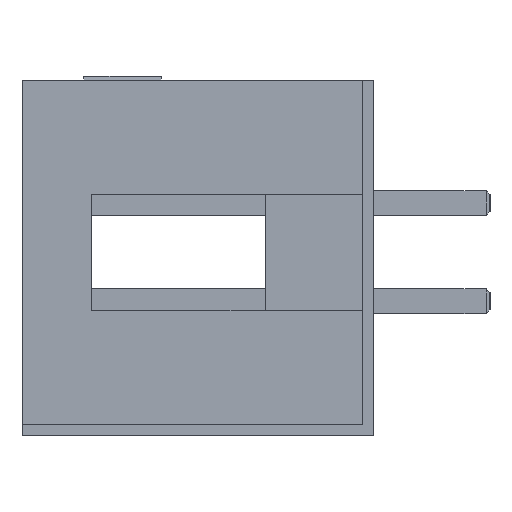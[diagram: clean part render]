
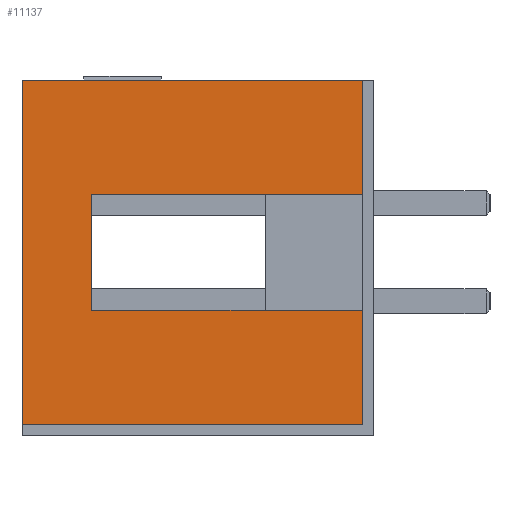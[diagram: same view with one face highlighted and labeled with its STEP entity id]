
A CAD part, left-side view. The second image highlights one B-rep face of the part: STEP entity #11137.
In plain terms, the highlighted planar face has unit normal (-1, 0, 0).
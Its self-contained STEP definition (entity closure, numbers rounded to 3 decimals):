
#159 = EDGE_CURVE ( 'NONE', #8749, #1596, #3472, .T. ) ;
#188 = CARTESIAN_POINT ( 'NONE',  ( -5.17, 7.3, 0.23 ) ) ;
#337 = ORIENTED_EDGE ( 'NONE', *, *, #6534, .F. ) ;
#416 = DIRECTION ( 'NONE',  ( -1., 0., 0. ) ) ;
#527 = CARTESIAN_POINT ( 'NONE',  ( -5.17, 0.3, -2.77 ) ) ;
#564 = VECTOR ( 'NONE', #9613, 1000. ) ;
#885 = CARTESIAN_POINT ( 'NONE',  ( -5.17, 0.3, 0.23 ) ) ;
#1195 = VERTEX_POINT ( 'NONE', #188 ) ;
#1250 = CARTESIAN_POINT ( 'NONE',  ( -5.17, 0.3, -5.72 ) ) ;
#1418 = LINE ( 'NONE', #5990, #4844 ) ;
#1596 = VERTEX_POINT ( 'NONE', #1250 ) ;
#2034 = CARTESIAN_POINT ( 'NONE',  ( -5.17, 9.1, -5.72 ) ) ;
#2371 = ORIENTED_EDGE ( 'NONE', *, *, #6915, .F. ) ;
#2390 = VERTEX_POINT ( 'NONE', #10084 ) ;
#2519 = VECTOR ( 'NONE', #7710, 1000. ) ;
#2817 = DIRECTION ( 'NONE',  ( 0., 0., -1. ) ) ;
#2862 = DIRECTION ( 'NONE',  ( 0., 0., -1. ) ) ;
#3103 = ORIENTED_EDGE ( 'NONE', *, *, #9960, .T. ) ;
#3200 = DIRECTION ( 'NONE',  ( 0., -1., 0. ) ) ;
#3465 = DIRECTION ( 'NONE',  ( 0., -1., 0. ) ) ;
#3472 = LINE ( 'NONE', #10889, #7337 ) ;
#3538 = DIRECTION ( 'NONE',  ( 0., -1., 0. ) ) ;
#3657 = CARTESIAN_POINT ( 'NONE',  ( -5.17, 9.1, 3.18 ) ) ;
#3909 = VECTOR ( 'NONE', #2862, 1000. ) ;
#4511 = VERTEX_POINT ( 'NONE', #4673 ) ;
#4673 = CARTESIAN_POINT ( 'NONE',  ( -5.17, 9.1, 3.18 ) ) ;
#4807 = ORIENTED_EDGE ( 'NONE', *, *, #159, .T. ) ;
#4844 = VECTOR ( 'NONE', #3200, 1000. ) ;
#5032 = ORIENTED_EDGE ( 'NONE', *, *, #11742, .F. ) ;
#5288 = PLANE ( 'NONE',  #5485 ) ;
#5485 = AXIS2_PLACEMENT_3D ( 'NONE', #10818, #416, #10751 ) ;
#5632 = VECTOR ( 'NONE', #6073, 1000. ) ;
#5990 = CARTESIAN_POINT ( 'NONE',  ( -5.17, 7.3, 0.23 ) ) ;
#6073 = DIRECTION ( 'NONE',  ( 0., 0., -1. ) ) ;
#6274 = CARTESIAN_POINT ( 'NONE',  ( -5.17, 7.3, -2.77 ) ) ;
#6492 = LINE ( 'NONE', #11360, #11072 ) ;
#6534 = EDGE_CURVE ( 'NONE', #2390, #9244, #9287, .T. ) ;
#6629 = CARTESIAN_POINT ( 'NONE',  ( -5.17, 9.1, 3.18 ) ) ;
#6915 = EDGE_CURVE ( 'NONE', #4511, #7994, #7586, .T. ) ;
#6969 = FACE_OUTER_BOUND ( 'NONE', #7253, .T. ) ;
#7018 = CARTESIAN_POINT ( 'NONE',  ( -5.17, 7.3, 0. ) ) ;
#7253 = EDGE_LOOP ( 'NONE', ( #3103, #10231, #2371, #8585, #4807, #5032, #337, #8170 ) ) ;
#7337 = VECTOR ( 'NONE', #3538, 1000. ) ;
#7586 = LINE ( 'NONE', #6629, #2519 ) ;
#7710 = DIRECTION ( 'NONE',  ( 0., -1., 0. ) ) ;
#7994 = VERTEX_POINT ( 'NONE', #11987 ) ;
#8170 = ORIENTED_EDGE ( 'NONE', *, *, #9657, .F. ) ;
#8551 = LINE ( 'NONE', #3657, #3909 ) ;
#8585 = ORIENTED_EDGE ( 'NONE', *, *, #12022, .T. ) ;
#8749 = VERTEX_POINT ( 'NONE', #2034 ) ;
#9244 = VERTEX_POINT ( 'NONE', #527 ) ;
#9287 = LINE ( 'NONE', #6274, #10861 ) ;
#9378 = VERTEX_POINT ( 'NONE', #885 ) ;
#9613 = DIRECTION ( 'NONE',  ( 0., 0., -1. ) ) ;
#9657 = EDGE_CURVE ( 'NONE', #1195, #2390, #9963, .T. ) ;
#9742 = CARTESIAN_POINT ( 'NONE',  ( -5.17, 0.3, 3.18 ) ) ;
#9960 = EDGE_CURVE ( 'NONE', #1195, #9378, #1418, .T. ) ;
#9963 = LINE ( 'NONE', #7018, #5632 ) ;
#10084 = CARTESIAN_POINT ( 'NONE',  ( -5.17, 7.3, -2.77 ) ) ;
#10231 = ORIENTED_EDGE ( 'NONE', *, *, #11781, .F. ) ;
#10588 = LINE ( 'NONE', #9742, #564 ) ;
#10751 = DIRECTION ( 'NONE',  ( 0., 0., 1. ) ) ;
#10818 = CARTESIAN_POINT ( 'NONE',  ( -5.17, 9.1, 3.18 ) ) ;
#10861 = VECTOR ( 'NONE', #3465, 1000. ) ;
#10889 = CARTESIAN_POINT ( 'NONE',  ( -5.17, 9.1, -5.72 ) ) ;
#11072 = VECTOR ( 'NONE', #2817, 1000. ) ;
#11137 = ADVANCED_FACE ( 'NONE', ( #6969 ), #5288, .T. ) ;
#11360 = CARTESIAN_POINT ( 'NONE',  ( -5.17, 0.3, 3.18 ) ) ;
#11742 = EDGE_CURVE ( 'NONE', #9244, #1596, #6492, .T. ) ;
#11781 = EDGE_CURVE ( 'NONE', #7994, #9378, #10588, .T. ) ;
#11987 = CARTESIAN_POINT ( 'NONE',  ( -5.17, 0.3, 3.18 ) ) ;
#12022 = EDGE_CURVE ( 'NONE', #4511, #8749, #8551, .T. ) ;
